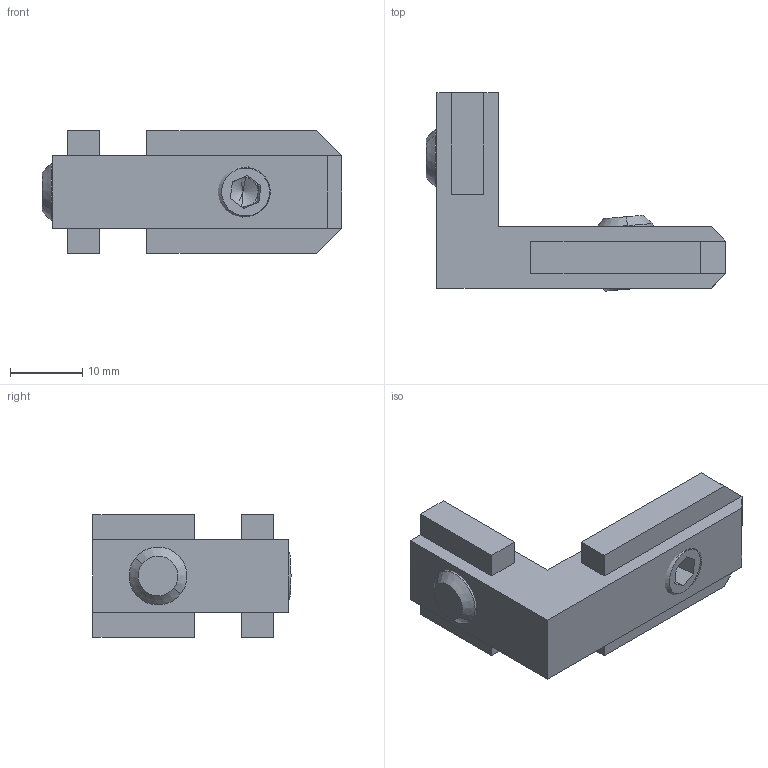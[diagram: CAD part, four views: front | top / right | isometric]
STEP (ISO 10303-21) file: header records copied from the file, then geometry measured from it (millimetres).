
FILE_DESCRIPTION (( 'STEP AP203' ), '1' );
FILE_NAME ('3.41.10B.STEP', '2014-06-25T02:35:01', ( 'USER' ), ( 'Microsoft' ), 'SwSTEP 2.0', 'SolidWorks 2012', '' );
FILE_SCHEMA (( 'CONFIG_CONTROL_DESIGN' ));
Length unit declared in the file: millimetre
Products named in the file (1): 3.41.10B
Bounding box: 41.5 x 27.41 x 17 mm (x, y, z)
Surface area: 3891.2 mm2 (no closed solid volume)
Topology: 0 solids, 3 shells, 67 faces, 170 edges, 105 vertices
Faces by surface type: plane 49, cone 10, cylinder 8
Entity records: 2033 total; most frequent: CARTESIAN_POINT 353, DIRECTION 330, ORIENTED_EDGE 318, EDGE_CURVE 168, VECTOR 134, LINE 134, VERTEX_POINT 105, AXIS2_PLACEMENT_3D 98
